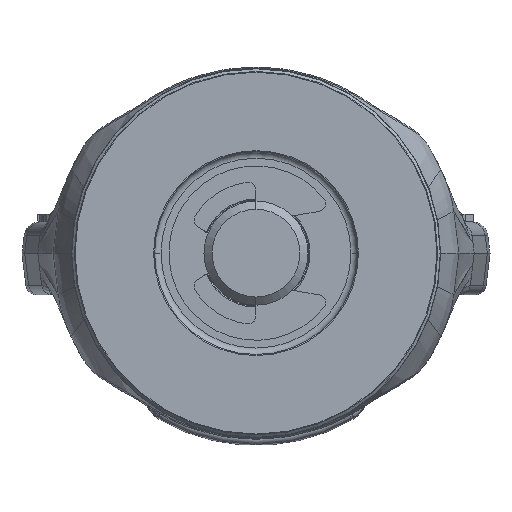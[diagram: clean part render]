
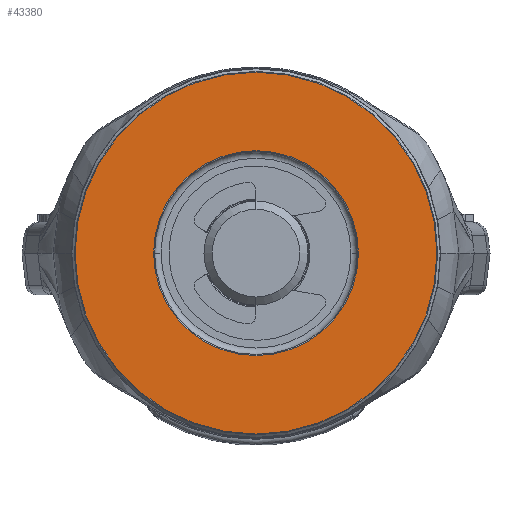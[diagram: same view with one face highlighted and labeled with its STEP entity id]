
A CAD part, front view. The second image highlights one B-rep face of the part: STEP entity #43380.
In plain terms, the highlighted planar face has unit normal (0, -1, 0).
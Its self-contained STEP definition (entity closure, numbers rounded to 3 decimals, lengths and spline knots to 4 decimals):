
#6595=CARTESIAN_POINT('',(0.,-0.4134,0.));
#6596=DIRECTION('',(0.,-1.,0.));
#6597=DIRECTION('',(-1.,0.,0.));
#6598=AXIS2_PLACEMENT_3D('',#6595,#6596,#6597);
#6603=CARTESIAN_POINT('',(0.,-0.4134,0.));
#6604=DIRECTION('',(0.,-1.,0.));
#6605=DIRECTION('',(1.,0.,0.));
#6606=AXIS2_PLACEMENT_3D('',#6603,#6604,#6605);
#6611=CARTESIAN_POINT('',(0.,-0.4134,0.));
#6612=DIRECTION('',(0.,1.,0.));
#6613=DIRECTION('',(1.,0.,0.));
#6614=AXIS2_PLACEMENT_3D('',#6611,#6612,#6613);
#6619=CARTESIAN_POINT('',(0.,-0.4134,0.));
#6620=DIRECTION('',(0.,1.,0.));
#6621=DIRECTION('',(-1.,0.,0.));
#6622=AXIS2_PLACEMENT_3D('',#6619,#6620,#6621);
#34249=CARTESIAN_POINT('',(0.3878,-0.4134,0.));
#34250=CARTESIAN_POINT('',(-0.3878,-0.4134,0.));
#34251=VERTEX_POINT('',#34249);
#34252=VERTEX_POINT('',#34250);
#34301=CARTESIAN_POINT('',(-0.6849,-0.4134,
0.));
#34302=CARTESIAN_POINT('',(0.6849,-0.4134,
0.));
#34303=VERTEX_POINT('',#34301);
#34304=VERTEX_POINT('',#34302);
#43364=CARTESIAN_POINT('',(0.,-0.4134,0.));
#43365=DIRECTION('',(0.,-1.,0.));
#43366=DIRECTION('',(-1.,0.,0.));
#43367=AXIS2_PLACEMENT_3D('',#43364,#43365,#43366);
#43368=PLANE('',#43367);
#43370=ORIENTED_EDGE('',*,*,#43369,.F.);
#43371=ORIENTED_EDGE('',*,*,#43347,.F.);
#43372=EDGE_LOOP('',(#43370,#43371));
#43373=FACE_OUTER_BOUND('',#43372,.F.);
#43375=ORIENTED_EDGE('',*,*,#43374,.F.);
#43377=ORIENTED_EDGE('',*,*,#43376,.F.);
#43378=EDGE_LOOP('',(#43375,#43377));
#43379=FACE_BOUND('',#43378,.F.);
#6599=CIRCLE('',#6598,0.6849);
#6607=CIRCLE('',#6606,0.6849);
#6615=CIRCLE('',#6614,0.3878);
#6623=CIRCLE('',#6622,0.3878);
#43347=EDGE_CURVE('',#34304,#34303,#6607,.T.);
#43369=EDGE_CURVE('',#34303,#34304,#6599,.T.);
#43374=EDGE_CURVE('',#34251,#34252,#6615,.T.);
#43376=EDGE_CURVE('',#34252,#34251,#6623,.T.);
#43380=ADVANCED_FACE('',(#43373,#43379),#43368,.T.);
